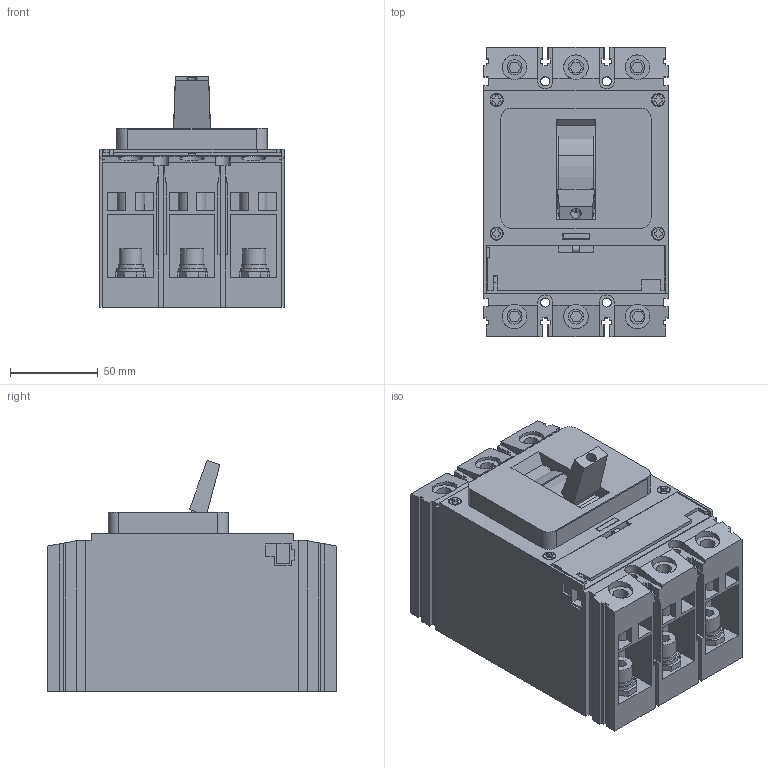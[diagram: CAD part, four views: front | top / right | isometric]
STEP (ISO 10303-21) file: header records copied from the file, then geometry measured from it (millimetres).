
FILE_DESCRIPTION((''),'2;1');
FILE_NAME('1651226785074_ASM','2022-04-29T15:36:42',('SESA654545'),('Schneider-Electric'),'CREO PARAMETRIC BY PTC INC, 2019471','CREO PARAMETRIC BY PTC INC, 2019471','');
FILE_SCHEMA(('AUTOMOTIVE_DESIGN { 1 0 10303 214 1 1 1 1 }'));
Length unit declared in the file: millimetre
Products named in the file (6): EMPTYNODE_1651226785529_ASM; FRAME2-3P; FRAME2-3P-3D_ASM; FRAME2-TOGGLE; FRAME2-TOGGLE-3D_ASM; 1651226785074_ASM
Assembly tree (5 placements, depth 3):
  1651226785074_ASM
    EMPTYNODE_1651226785529_ASM
    FRAME2-3P-3D_ASM
      FRAME2-3P
    FRAME2-TOGGLE-3D_ASM
      FRAME2-TOGGLE
Bounding box: 105 x 165 x 131.53 mm (x, y, z)
Volume: 1418310 mm3; surface area: 154402.1 mm2
Topology: 3 solids, 3 shells, 877 faces, 2442 edges, 1680 vertices
Faces by surface type: plane 724, cylinder 153
Entity records: 35183 total; most frequent: CARTESIAN_POINT 5095, ORIENTED_EDGE 4798, DIRECTION 4591, EDGE_CURVE 2399, VECTOR 2037, LINE 2037, VERTEX_POINT 1594, AXIS2_PLACEMENT_3D 1277
